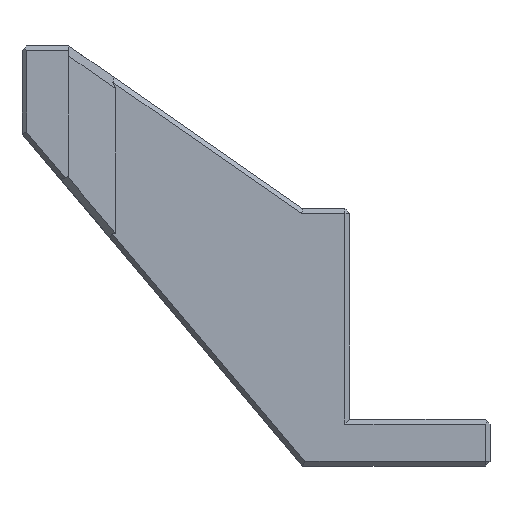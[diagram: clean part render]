
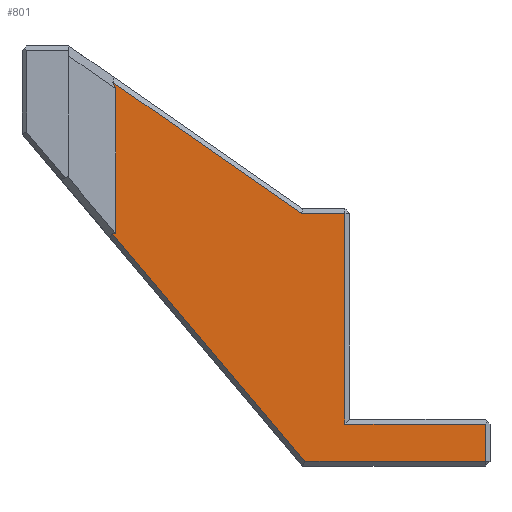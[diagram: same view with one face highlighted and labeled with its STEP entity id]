
A CAD part, left-side view. The second image highlights one B-rep face of the part: STEP entity #801.
In plain terms, the highlighted planar face has unit normal (-1, 0, 0).
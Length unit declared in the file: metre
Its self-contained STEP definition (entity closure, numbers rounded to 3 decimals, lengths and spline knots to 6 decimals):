
#24=ORIENTED_EDGE('',*,*,#248,.T.);
#25=ORIENTED_EDGE('',*,*,#249,.T.);
#26=ORIENTED_EDGE('',*,*,#250,.T.);
#27=ORIENTED_EDGE('',*,*,#251,.T.);
#28=ORIENTED_EDGE('',*,*,#252,.T.);
#29=ORIENTED_EDGE('',*,*,#253,.T.);
#30=ORIENTED_EDGE('',*,*,#254,.T.);
#31=ORIENTED_EDGE('',*,*,#255,.T.);
#32=ORIENTED_EDGE('',*,*,#256,.T.);
#33=ORIENTED_EDGE('',*,*,#257,.T.);
#248=EDGE_CURVE('',#360,#361,#431,.T.);
#249=EDGE_CURVE('',#361,#362,#432,.T.);
#250=EDGE_CURVE('',#362,#363,#433,.F.);
#251=EDGE_CURVE('',#363,#364,#434,.T.);
#252=EDGE_CURVE('',#364,#365,#435,.F.);
#253=EDGE_CURVE('',#365,#366,#436,.T.);
#254=EDGE_CURVE('',#366,#367,#437,.T.);
#255=EDGE_CURVE('',#367,#368,#438,.T.);
#256=EDGE_CURVE('',#368,#369,#439,.T.);
#257=EDGE_CURVE('',#369,#360,#440,.T.);
#360=VERTEX_POINT('',#1139);
#361=VERTEX_POINT('',#1140);
#362=VERTEX_POINT('',#1142);
#363=VERTEX_POINT('',#1144);
#364=VERTEX_POINT('',#1146);
#365=VERTEX_POINT('',#1148);
#366=VERTEX_POINT('',#1150);
#367=VERTEX_POINT('',#1152);
#368=VERTEX_POINT('',#1154);
#369=VERTEX_POINT('',#1156);
#431=LINE('',#1138,#535);
#432=LINE('',#1141,#536);
#433=LINE('',#1143,#537);
#434=LINE('',#1145,#538);
#435=LINE('',#1147,#539);
#436=LINE('',#1149,#540);
#437=LINE('',#1151,#541);
#438=LINE('',#1153,#542);
#439=LINE('',#1155,#543);
#440=LINE('',#1157,#544);
#535=VECTOR('',#922,1.);
#536=VECTOR('',#923,1.);
#537=VECTOR('',#924,1.);
#538=VECTOR('',#925,1.);
#539=VECTOR('',#926,1.);
#540=VECTOR('',#927,1.);
#541=VECTOR('',#928,1.);
#542=VECTOR('',#929,1.);
#543=VECTOR('',#930,1.);
#544=VECTOR('',#931,1.);
#639=EDGE_LOOP('',(#24,#25,#26,#27,#28,#29,#30,#31,#32,#33));
#698=FACE_BOUND('',#639,.T.);
#757=PLANE('',#862);
#801=ADVANCED_FACE('',(#698),#757,.F.);
#862=AXIS2_PLACEMENT_3D('',#1137,#920,#921);
#920=DIRECTION('',(1.,0.,0.));
#921=DIRECTION('',(0.,0.,-1.));
#922=DIRECTION('',(0.,1.,0.));
#923=DIRECTION('',(0.,0.821,0.571));
#924=DIRECTION('',(0.,0.387,0.922));
#925=DIRECTION('',(0.,0.,-1.));
#926=DIRECTION('',(0.,-0.996,-0.087));
#927=DIRECTION('',(0.,-0.645,-0.764));
#928=DIRECTION('',(0.,-1.,0.));
#929=DIRECTION('',(0.,0.,1.));
#930=DIRECTION('',(0.,1.,0.));
#931=DIRECTION('',(0.,0.,1.));
#1137=CARTESIAN_POINT('',(-0.0075,-0.005,0.));
#1138=CARTESIAN_POINT('',(-0.0075,0.000875,0.0145));
#1139=CARTESIAN_POINT('',(-0.0075,-0.0045,0.0145));
#1140=CARTESIAN_POINT('',(-0.0075,0.000157,0.0145));
#1141=CARTESIAN_POINT('',(-0.0075,-0.010116,0.00735));
#1142=CARTESIAN_POINT('',(-0.0075,0.020286,0.02851));
#1143=CARTESIAN_POINT('',(-0.0075,0.006324,-0.004753));
#1144=CARTESIAN_POINT('',(-0.0075,0.02,0.027829));
#1145=CARTESIAN_POINT('',(-0.0075,0.02,0.));
#1146=CARTESIAN_POINT('',(-0.0075,0.02,0.01236));
#1147=CARTESIAN_POINT('',(-0.0075,-0.005886,0.010086));
#1148=CARTESIAN_POINT('',(-0.0075,0.020382,0.012393));
#1149=CARTESIAN_POINT('',(-0.0075,0.003697,-0.00735));
#1150=CARTESIAN_POINT('',(-0.0075,-0.000232,-0.012));
#1151=CARTESIAN_POINT('',(-0.0075,-0.02,-0.012));
#1152=CARTESIAN_POINT('',(-0.0075,-0.0195,-0.012));
#1153=CARTESIAN_POINT('',(-0.0075,-0.0195,0.));
#1154=CARTESIAN_POINT('',(-0.0075,-0.0195,-0.008));
#1155=CARTESIAN_POINT('',(-0.0075,-0.005,-0.008));
#1156=CARTESIAN_POINT('',(-0.0075,-0.0045,-0.008));
#1157=CARTESIAN_POINT('',(-0.0075,-0.0045,0.015));
